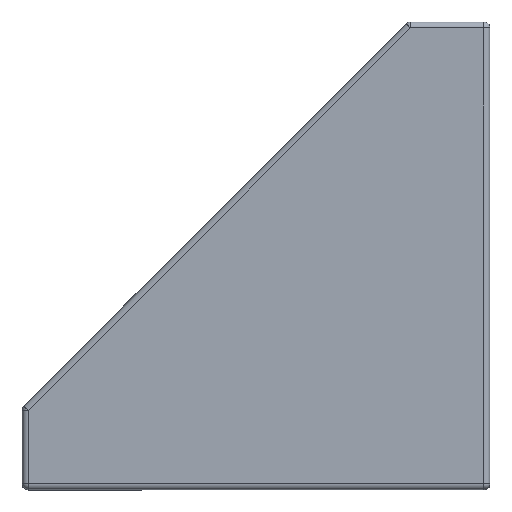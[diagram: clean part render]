
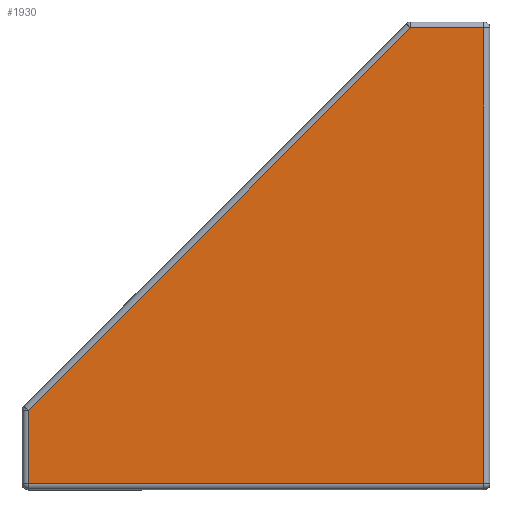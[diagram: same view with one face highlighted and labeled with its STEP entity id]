
A CAD part, top view. The second image highlights one B-rep face of the part: STEP entity #1930.
In plain terms, the highlighted planar face has unit normal (0, 0, 1).
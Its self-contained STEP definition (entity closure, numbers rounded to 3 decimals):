
#35 = CARTESIAN_POINT ( 'NONE',  ( -39.5, 6.793, 9. ) ) ;
#126 = DIRECTION ( 'NONE',  ( -1., 0., 0. ) ) ;
#260 = VECTOR ( 'NONE', #2631, 1000. ) ;
#279 = EDGE_CURVE ( 'NONE', #4148, #4144, #4461, .T. ) ;
#462 = EDGE_CURVE ( 'NONE', #2066, #2011, #4630, .T. ) ;
#475 = EDGE_LOOP ( 'NONE', ( #751, #4358, #2911, #2789, #1772 ) ) ;
#751 = ORIENTED_EDGE ( 'NONE', *, *, #1452, .T. ) ;
#1033 = CARTESIAN_POINT ( 'NONE',  ( -23.146, 23.146, 9. ) ) ;
#1053 = CARTESIAN_POINT ( 'NONE',  ( -0.5, 39.5, 9. ) ) ;
#1081 = PLANE ( 'NONE',  #4290 ) ;
#1158 = DIRECTION ( 'NONE',  ( 0., 1., 0. ) ) ;
#1315 = VECTOR ( 'NONE', #1158, 1000. ) ;
#1452 = EDGE_CURVE ( 'NONE', #3501, #4148, #1887, .T. ) ;
#1702 = CARTESIAN_POINT ( 'NONE',  ( -39.5, 0.5, 9. ) ) ;
#1772 = ORIENTED_EDGE ( 'NONE', *, *, #4680, .T. ) ;
#1882 = DIRECTION ( 'NONE',  ( -1., 0., 0. ) ) ;
#1887 = LINE ( 'NONE', #4885, #3734 ) ;
#1930 = ADVANCED_FACE ( 'NONE', ( #3346 ), #1081, .F. ) ;
#2011 = VERTEX_POINT ( 'NONE', #3000 ) ;
#2066 = VERTEX_POINT ( 'NONE', #1053 ) ;
#2482 = CARTESIAN_POINT ( 'NONE',  ( 0., 39.5, 9. ) ) ;
#2530 = DIRECTION ( 'NONE',  ( 0., -1., 0. ) ) ;
#2631 = DIRECTION ( 'NONE',  ( 1., 0., 0. ) ) ;
#2789 = ORIENTED_EDGE ( 'NONE', *, *, #462, .T. ) ;
#2898 = LINE ( 'NONE', #1033, #3838 ) ;
#2911 = ORIENTED_EDGE ( 'NONE', *, *, #4508, .T. ) ;
#3000 = CARTESIAN_POINT ( 'NONE',  ( -6.793, 39.5, 9. ) ) ;
#3123 = CARTESIAN_POINT ( 'NONE',  ( -0.5, 0., 9. ) ) ;
#3346 = FACE_OUTER_BOUND ( 'NONE', #475, .T. ) ;
#3501 = VERTEX_POINT ( 'NONE', #35 ) ;
#3594 = VECTOR ( 'NONE', #126, 1000. ) ;
#3734 = VECTOR ( 'NONE', #2530, 1000. ) ;
#3794 = DIRECTION ( 'NONE',  ( -0.707, -0.707, 0. ) ) ;
#3838 = VECTOR ( 'NONE', #3794, 1000. ) ;
#3843 = CARTESIAN_POINT ( 'NONE',  ( 0., 0., 9. ) ) ;
#4062 = CARTESIAN_POINT ( 'NONE',  ( -0.5, 0.5, 9. ) ) ;
#4144 = VERTEX_POINT ( 'NONE', #4062 ) ;
#4148 = VERTEX_POINT ( 'NONE', #1702 ) ;
#4242 = DIRECTION ( 'NONE',  ( 0., 0., -1. ) ) ;
#4290 = AXIS2_PLACEMENT_3D ( 'NONE', #3843, #4242, #1882 ) ;
#4358 = ORIENTED_EDGE ( 'NONE', *, *, #279, .T. ) ;
#4453 = LINE ( 'NONE', #3123, #1315 ) ;
#4461 = LINE ( 'NONE', #4978, #260 ) ;
#4508 = EDGE_CURVE ( 'NONE', #4144, #2066, #4453, .T. ) ;
#4630 = LINE ( 'NONE', #2482, #3594 ) ;
#4680 = EDGE_CURVE ( 'NONE', #2011, #3501, #2898, .T. ) ;
#4885 = CARTESIAN_POINT ( 'NONE',  ( -39.5, 0., 9. ) ) ;
#4978 = CARTESIAN_POINT ( 'NONE',  ( 0., 0.5, 9. ) ) ;
